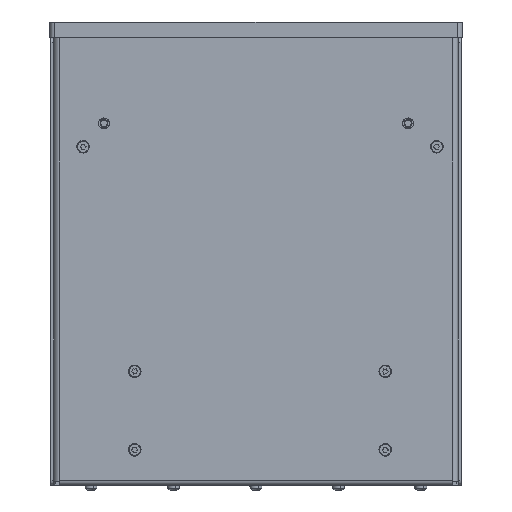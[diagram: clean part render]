
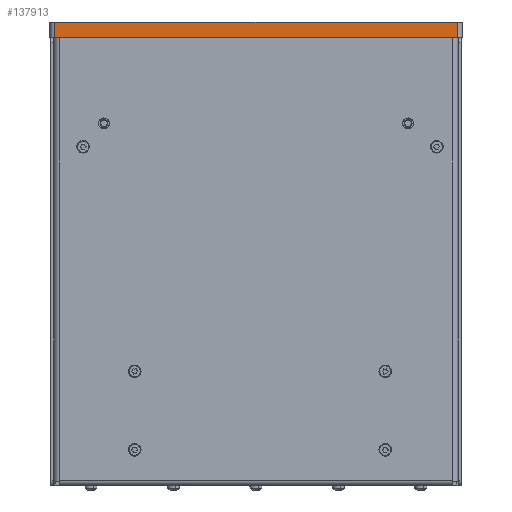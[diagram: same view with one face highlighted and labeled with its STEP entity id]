
A CAD part, front view. The second image highlights one B-rep face of the part: STEP entity #137913.
In plain terms, the highlighted planar face has unit normal (0, -1, 0).
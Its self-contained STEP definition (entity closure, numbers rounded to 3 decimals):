
#136978 = CYLINDRICAL_SURFACE('',#136979,0.2);
#136979 = AXIS2_PLACEMENT_3D('',#136980,#136981,#136982);
#136980 = CARTESIAN_POINT('',(101.25,-21.55,7.8));
#136981 = DIRECTION('',(1.,0.,0.));
#136982 = DIRECTION('',(0.,0.,-1.));
#137298 = CYLINDRICAL_SURFACE('',#137299,0.2);
#137299 = AXIS2_PLACEMENT_3D('',#137300,#137301,#137302);
#137300 = CARTESIAN_POINT('',(-101.25,-21.55,0.2));
#137301 = DIRECTION('',(-1.,0.,0.));
#137302 = DIRECTION('',(0.,0.,1.));
#137803 = CYLINDRICAL_SURFACE('',#137804,2.5);
#137804 = AXIS2_PLACEMENT_3D('',#137805,#137806,#137807);
#137805 = CARTESIAN_POINT('',(-101.25,-19.25,8.));
#137806 = DIRECTION('',(-0.,-0.,-1.));
#137807 = DIRECTION('',(-1.,0.,0.));
#137841 = VERTEX_POINT('',#137842);
#137842 = CARTESIAN_POINT('',(-101.25,-21.75,0.2));
#137864 = EDGE_CURVE('',#137865,#137841,#137867,.T.);
#137865 = VERTEX_POINT('',#137866);
#137866 = CARTESIAN_POINT('',(-101.25,-21.75,7.8));
#137867 = SURFACE_CURVE('',#137868,(#137872,#137879),.PCURVE_S1.);
#137868 = LINE('',#137869,#137870);
#137869 = CARTESIAN_POINT('',(-101.25,-21.75,8.));
#137870 = VECTOR('',#137871,1.);
#137871 = DIRECTION('',(-0.,-0.,-1.));
#137872 = PCURVE('',#137803,#137873);
#137873 = DEFINITIONAL_REPRESENTATION('',(#137874),#137878);
#137874 = LINE('',#137875,#137876);
#137875 = CARTESIAN_POINT('',(4.712,0.));
#137876 = VECTOR('',#137877,1.);
#137877 = DIRECTION('',(0.,1.));
#137878 = ( GEOMETRIC_REPRESENTATION_CONTEXT(2) 
PARAMETRIC_REPRESENTATION_CONTEXT() REPRESENTATION_CONTEXT('2D SPACE',''
  ) );
#137879 = PCURVE('',#137880,#137885);
#137880 = PLANE('',#137881);
#137881 = AXIS2_PLACEMENT_3D('',#137882,#137883,#137884);
#137882 = CARTESIAN_POINT('',(-101.25,-21.75,8.));
#137883 = DIRECTION('',(0.,1.,0.));
#137884 = DIRECTION('',(0.,-0.,1.));
#137885 = DEFINITIONAL_REPRESENTATION('',(#137886),#137890);
#137886 = LINE('',#137887,#137888);
#137887 = CARTESIAN_POINT('',(0.,0.));
#137888 = VECTOR('',#137889,1.);
#137889 = DIRECTION('',(-1.,0.));
#137890 = ( GEOMETRIC_REPRESENTATION_CONTEXT(2) 
PARAMETRIC_REPRESENTATION_CONTEXT() REPRESENTATION_CONTEXT('2D SPACE',''
  ) );
#137913 = ADVANCED_FACE('',(#137914),#137880,.F.);
#137914 = FACE_BOUND('',#137915,.T.);
#137915 = EDGE_LOOP('',(#137916,#137917,#137940,#137968));
#137916 = ORIENTED_EDGE('',*,*,#137864,.T.);
#137917 = ORIENTED_EDGE('',*,*,#137918,.T.);
#137918 = EDGE_CURVE('',#137841,#137919,#137921,.T.);
#137919 = VERTEX_POINT('',#137920);
#137920 = CARTESIAN_POINT('',(101.25,-21.75,0.2));
#137921 = SURFACE_CURVE('',#137922,(#137926,#137933),.PCURVE_S1.);
#137922 = LINE('',#137923,#137924);
#137923 = CARTESIAN_POINT('',(101.25,-21.75,0.2));
#137924 = VECTOR('',#137925,1.);
#137925 = DIRECTION('',(1.,-0.,0.));
#137926 = PCURVE('',#137880,#137927);
#137927 = DEFINITIONAL_REPRESENTATION('',(#137928),#137932);
#137928 = LINE('',#137929,#137930);
#137929 = CARTESIAN_POINT('',(-7.8,202.5));
#137930 = VECTOR('',#137931,1.);
#137931 = DIRECTION('',(0.,1.));
#137932 = ( GEOMETRIC_REPRESENTATION_CONTEXT(2) 
PARAMETRIC_REPRESENTATION_CONTEXT() REPRESENTATION_CONTEXT('2D SPACE',''
  ) );
#137933 = PCURVE('',#137298,#137934);
#137934 = DEFINITIONAL_REPRESENTATION('',(#137935),#137939);
#137935 = LINE('',#137936,#137937);
#137936 = CARTESIAN_POINT('',(4.712,-202.5));
#137937 = VECTOR('',#137938,1.);
#137938 = DIRECTION('',(0.,-1.));
#137939 = ( GEOMETRIC_REPRESENTATION_CONTEXT(2) 
PARAMETRIC_REPRESENTATION_CONTEXT() REPRESENTATION_CONTEXT('2D SPACE',''
  ) );
#137940 = ORIENTED_EDGE('',*,*,#137941,.F.);
#137941 = EDGE_CURVE('',#137942,#137919,#137944,.T.);
#137942 = VERTEX_POINT('',#137943);
#137943 = CARTESIAN_POINT('',(101.25,-21.75,7.8));
#137944 = SURFACE_CURVE('',#137945,(#137949,#137956),.PCURVE_S1.);
#137945 = LINE('',#137946,#137947);
#137946 = CARTESIAN_POINT('',(101.25,-21.75,8.));
#137947 = VECTOR('',#137948,1.);
#137948 = DIRECTION('',(-0.,-0.,-1.));
#137949 = PCURVE('',#137880,#137950);
#137950 = DEFINITIONAL_REPRESENTATION('',(#137951),#137955);
#137951 = LINE('',#137952,#137953);
#137952 = CARTESIAN_POINT('',(0.,202.5));
#137953 = VECTOR('',#137954,1.);
#137954 = DIRECTION('',(-1.,0.));
#137955 = ( GEOMETRIC_REPRESENTATION_CONTEXT(2) 
PARAMETRIC_REPRESENTATION_CONTEXT() REPRESENTATION_CONTEXT('2D SPACE',''
  ) );
#137956 = PCURVE('',#137957,#137962);
#137957 = CYLINDRICAL_SURFACE('',#137958,2.5);
#137958 = AXIS2_PLACEMENT_3D('',#137959,#137960,#137961);
#137959 = CARTESIAN_POINT('',(101.25,-19.25,8.));
#137960 = DIRECTION('',(-0.,-0.,-1.));
#137961 = DIRECTION('',(-1.,0.,0.));
#137962 = DEFINITIONAL_REPRESENTATION('',(#137963),#137967);
#137963 = LINE('',#137964,#137965);
#137964 = CARTESIAN_POINT('',(4.712,0.));
#137965 = VECTOR('',#137966,1.);
#137966 = DIRECTION('',(0.,1.));
#137967 = ( GEOMETRIC_REPRESENTATION_CONTEXT(2) 
PARAMETRIC_REPRESENTATION_CONTEXT() REPRESENTATION_CONTEXT('2D SPACE',''
  ) );
#137968 = ORIENTED_EDGE('',*,*,#137969,.T.);
#137969 = EDGE_CURVE('',#137942,#137865,#137970,.T.);
#137970 = SURFACE_CURVE('',#137971,(#137975,#137982),.PCURVE_S1.);
#137971 = LINE('',#137972,#137973);
#137972 = CARTESIAN_POINT('',(-101.25,-21.75,7.8));
#137973 = VECTOR('',#137974,1.);
#137974 = DIRECTION('',(-1.,-0.,-0.));
#137975 = PCURVE('',#137880,#137976);
#137976 = DEFINITIONAL_REPRESENTATION('',(#137977),#137981);
#137977 = LINE('',#137978,#137979);
#137978 = CARTESIAN_POINT('',(-0.2,0.));
#137979 = VECTOR('',#137980,1.);
#137980 = DIRECTION('',(0.,-1.));
#137981 = ( GEOMETRIC_REPRESENTATION_CONTEXT(2) 
PARAMETRIC_REPRESENTATION_CONTEXT() REPRESENTATION_CONTEXT('2D SPACE',''
  ) );
#137982 = PCURVE('',#136978,#137983);
#137983 = DEFINITIONAL_REPRESENTATION('',(#137984),#137988);
#137984 = LINE('',#137985,#137986);
#137985 = CARTESIAN_POINT('',(4.712,-202.5));
#137986 = VECTOR('',#137987,1.);
#137987 = DIRECTION('',(0.,-1.));
#137988 = ( GEOMETRIC_REPRESENTATION_CONTEXT(2) 
PARAMETRIC_REPRESENTATION_CONTEXT() REPRESENTATION_CONTEXT('2D SPACE',''
  ) );
